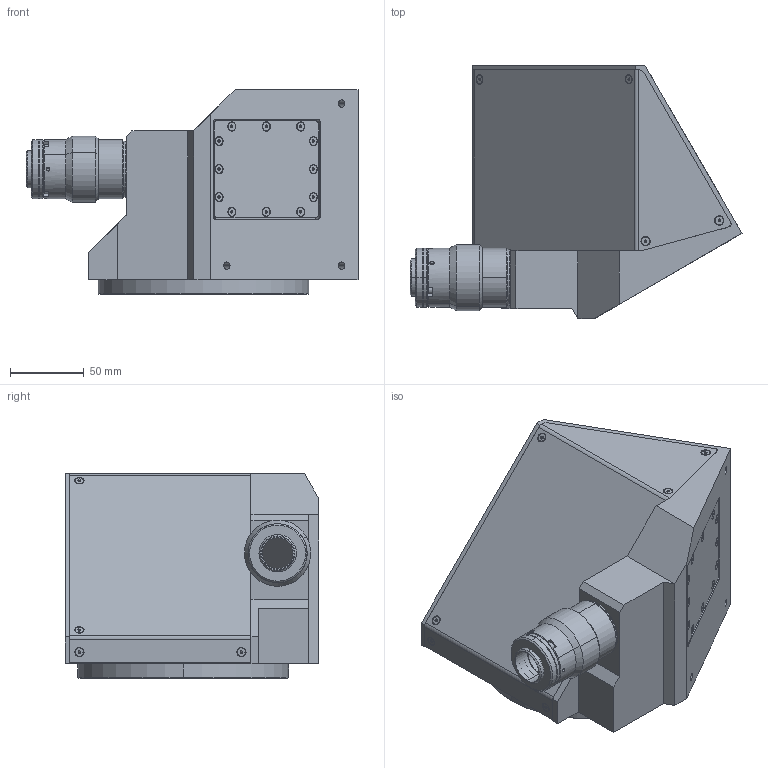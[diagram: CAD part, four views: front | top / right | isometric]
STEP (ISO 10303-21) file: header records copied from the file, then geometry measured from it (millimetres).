
FILE_DESCRIPTION (( 'STEP AP203' ), '1' );
FILE_NAME ('DP23965_TCCR2M096-C.step', '2021-10-20T14:55:35', ( '' ), ( '' ), 'SwSTEP 2.0', 'SolidWorks 2021', '' );
FILE_SCHEMA (( 'CONFIG_CONTROL_DESIGN' ));
Length unit declared in the file: millimetre
Products named in the file (1): DP23965_TCCR2M096-C
Bounding box: 225.38 x 171.92 x 139 mm (x, y, z)
Surface area: 148753.8 mm2 (no closed solid volume)
Topology: 0 solids, 74 shells, 507 faces, 1617 edges, 1117 vertices
Faces by surface type: plane 227, cone 144, cylinder 134, sphere 2
Entity records: 17511 total; most frequent: CARTESIAN_POINT 3349, DIRECTION 3106, ORIENTED_EDGE 2385, EDGE_CURVE 1557, VERTEX_POINT 1117, AXIS2_PLACEMENT_3D 1064, VECTOR 978, LINE 978
